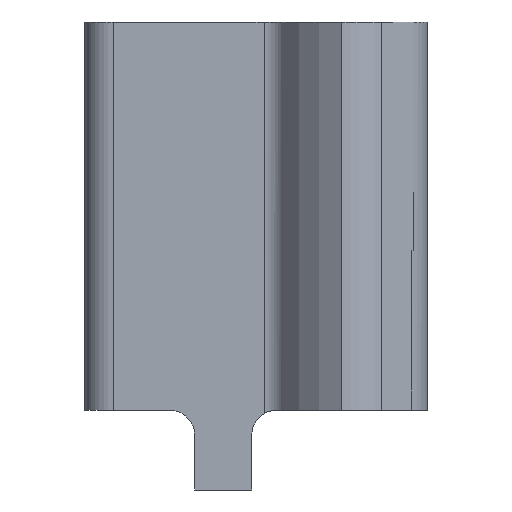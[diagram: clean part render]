
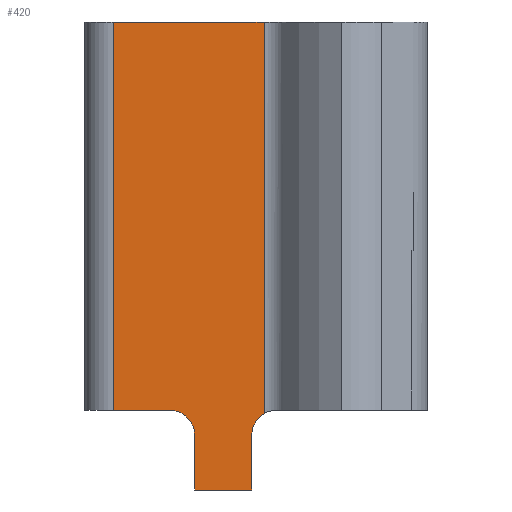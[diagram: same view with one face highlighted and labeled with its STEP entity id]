
A CAD part, left-side view. The second image highlights one B-rep face of the part: STEP entity #420.
In plain terms, the highlighted planar face has unit normal (-1, 0, 0).
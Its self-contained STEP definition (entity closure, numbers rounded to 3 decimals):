
#1=DIRECTION('',(0.,0.,1.));
#2=VECTOR('',#1,34.);
#3=CARTESIAN_POINT('',(0.,27.5,-14.));
#4=LINE('',#3,#2);
#5=DIRECTION('',(0.,0.,-1.));
#6=VECTOR('',#5,4.8);
#7=CARTESIAN_POINT('',(0.,15.373,-16.2));
#8=LINE('',#7,#6);
#9=DIRECTION('',(0.,1.,0.));
#10=VECTOR('',#9,4.927);
#11=CARTESIAN_POINT('',(0.,22.573,-14.));
#12=LINE('',#11,#10);
#73=DIRECTION('',(0.,0.,-1.));
#74=VECTOR('',#73,4.8);
#75=CARTESIAN_POINT('',(0.,20.373,-16.2));
#76=LINE('',#75,#74);
#89=CARTESIAN_POINT('',(0.,22.573,-16.2));
#90=DIRECTION('',(1.,0.,0.));
#91=DIRECTION('',(0.,0.,1.));
#92=AXIS2_PLACEMENT_3D('',#89,#90,#91);
#201=DIRECTION('',(0.,-1.,0.));
#202=VECTOR('',#201,13.204);
#203=CARTESIAN_POINT('',(0.,27.5,20.));
#204=LINE('',#203,#202);
#243=DIRECTION('',(0.,0.,1.));
#244=VECTOR('',#243,34.308);
#245=CARTESIAN_POINT('',(0.,14.296,-14.308));
#246=LINE('',#245,#244);
#259=CARTESIAN_POINT('',(0.,13.173,-16.2));
#260=DIRECTION('',(1.,0.,0.));
#261=DIRECTION('',(0.,1.,0.));
#262=AXIS2_PLACEMENT_3D('',#259,#260,#261);
#281=DIRECTION('',(0.,1.,0.));
#282=VECTOR('',#281,5.);
#283=CARTESIAN_POINT('',(0.,15.373,-21.));
#284=LINE('',#283,#282);
#310=CARTESIAN_POINT('',(0.,27.5,-14.));
#312=VERTEX_POINT('',#310);
#317=CARTESIAN_POINT('',(0.,20.373,-21.));
#319=VERTEX_POINT('',#317);
#323=CARTESIAN_POINT('',(0.,15.373,-21.));
#324=VERTEX_POINT('',#323);
#326=CARTESIAN_POINT('',(0.,15.373,-16.2));
#328=VERTEX_POINT('',#326);
#329=CARTESIAN_POINT('',(0.,22.573,-14.));
#331=VERTEX_POINT('',#329);
#333=CARTESIAN_POINT('',(0.,20.373,-16.2));
#335=VERTEX_POINT('',#333);
#359=CARTESIAN_POINT('',(0.,14.296,-14.308));
#360=VERTEX_POINT('',#359);
#375=CARTESIAN_POINT('',(0.,27.5,20.));
#376=VERTEX_POINT('',#375);
#377=CARTESIAN_POINT('',(0.,14.296,20.));
#378=VERTEX_POINT('',#377);
#395=CARTESIAN_POINT('',(0.,0.,0.));
#396=DIRECTION('',(1.,0.,0.));
#397=DIRECTION('',(0.,-1.,0.));
#398=AXIS2_PLACEMENT_3D('',#395,#396,#397);
#399=PLANE('',#398);
#401=ORIENTED_EDGE('',*,*,#400,.T.);
#403=ORIENTED_EDGE('',*,*,#402,.T.);
#405=ORIENTED_EDGE('',*,*,#404,.F.);
#407=ORIENTED_EDGE('',*,*,#406,.F.);
#409=ORIENTED_EDGE('',*,*,#408,.T.);
#411=ORIENTED_EDGE('',*,*,#410,.T.);
#413=ORIENTED_EDGE('',*,*,#412,.F.);
#415=ORIENTED_EDGE('',*,*,#414,.F.);
#417=ORIENTED_EDGE('',*,*,#416,.T.);
#418=EDGE_LOOP('',(#401,#403,#405,#407,#409,#411,#413,#415,#417));
#419=FACE_OUTER_BOUND('',#418,.F.);
#420=ADVANCED_FACE('',(#419),#399,.F.);
#93=CIRCLE('',#92,2.2);
#263=CIRCLE('',#262,2.2);
#400=EDGE_CURVE('',#312,#376,#4,.T.);
#402=EDGE_CURVE('',#376,#378,#204,.T.);
#404=EDGE_CURVE('',#360,#378,#246,.T.);
#406=EDGE_CURVE('',#328,#360,#263,.T.);
#408=EDGE_CURVE('',#328,#324,#8,.T.);
#410=EDGE_CURVE('',#324,#319,#284,.T.);
#412=EDGE_CURVE('',#335,#319,#76,.T.);
#414=EDGE_CURVE('',#331,#335,#93,.T.);
#416=EDGE_CURVE('',#331,#312,#12,.T.);
